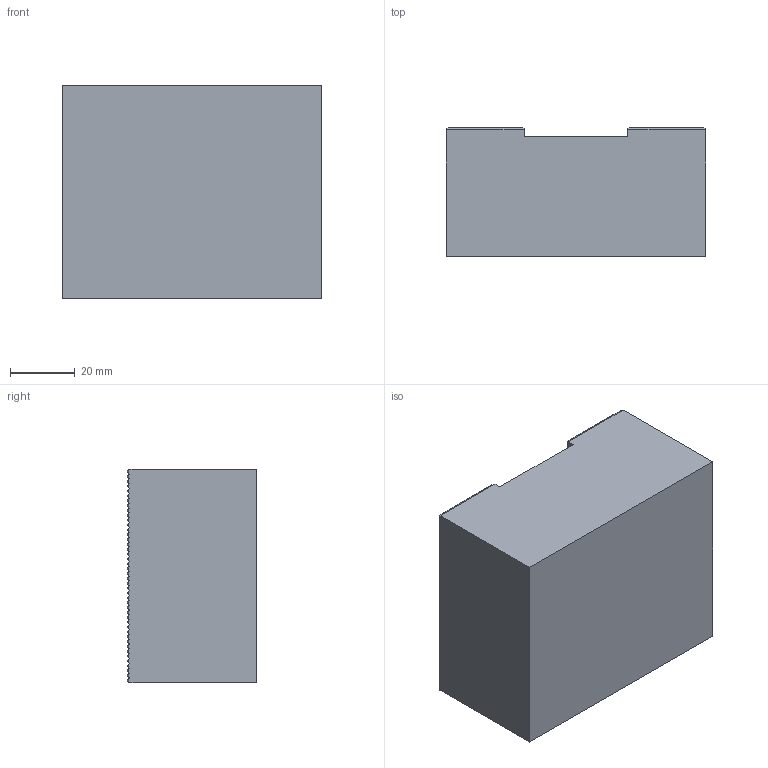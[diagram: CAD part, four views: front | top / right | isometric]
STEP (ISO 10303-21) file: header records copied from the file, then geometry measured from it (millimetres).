
FILE_DESCRIPTION(/* description */ (''),/* implementation_level */ '2;1');
FILE_NAME(/* name */ 'MT-CFB 160.stp',/* time_stamp */ '2019-11-22T15:01:34+01:00',/* author */ ('Emilio'),/* organization */ (''),/* preprocessor_version */ 'ST-DEVELOPER v17',/* originating_system */ 'Autodesk Inventor 2019',/* authorisation */ '');
FILE_SCHEMA (('AUTOMOTIVE_DESIGN { 1 0 10303 214 3 1 1 }'));
Length unit declared in the file: millimetre
Products named in the file (1): MT-CFB 160
Bounding box: 80 x 40 x 66 mm (x, y, z)
Volume: 203969.2 mm3; surface area: 24299.7 mm2
Topology: 1 solids, 1 shells, 952 faces, 2730 edges, 1780 vertices
Faces by surface type: plane 872, cylinder 80
Entity records: 30500 total; most frequent: CARTESIAN_POINT 5463, ORIENTED_EDGE 5460, DIRECTION 4796, EDGE_CURVE 2730, LINE 2570, VECTOR 2570, VERTEX_POINT 1780, AXIS2_PLACEMENT_3D 1113
